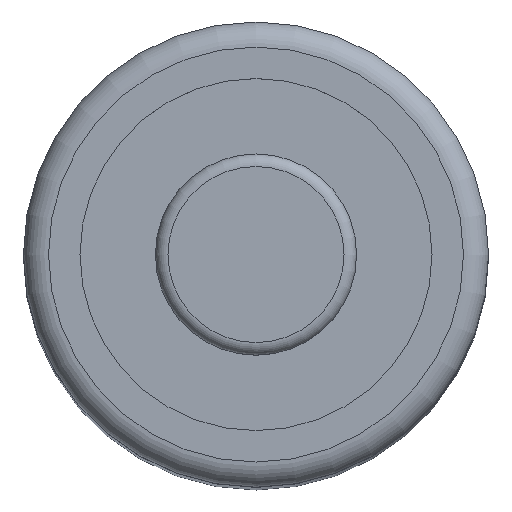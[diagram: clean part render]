
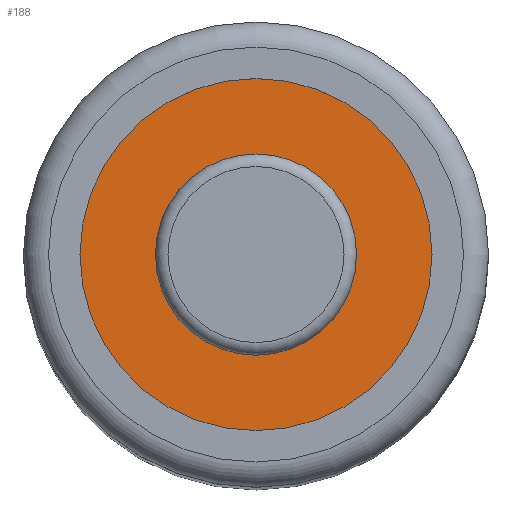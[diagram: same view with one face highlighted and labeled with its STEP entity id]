
A CAD part, top view. The second image highlights one B-rep face of the part: STEP entity #188.
In plain terms, the highlighted planar face has unit normal (0, 0, 1).
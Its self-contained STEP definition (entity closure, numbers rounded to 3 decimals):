
#28=FACE_BOUND('',#72,.T.);
#31=PLANE('',#244);
#56=FACE_OUTER_BOUND('',#71,.T.);
#71=EDGE_LOOP('',(#166));
#72=EDGE_LOOP('',(#167));
#90=CIRCLE('',#241,4.);
#91=CIRCLE('',#243,7.);
#105=VERTEX_POINT('',#368);
#106=VERTEX_POINT('',#372);
#125=EDGE_CURVE('',#105,#105,#90,.T.);
#127=EDGE_CURVE('',#106,#106,#91,.T.);
#166=ORIENTED_EDGE('',*,*,#127,.F.);
#167=ORIENTED_EDGE('',*,*,#125,.F.);
#188=ADVANCED_FACE('',(#56,#28),#31,.T.);
#241=AXIS2_PLACEMENT_3D('',#370,#304,#305);
#243=AXIS2_PLACEMENT_3D('',#374,#309,#310);
#244=AXIS2_PLACEMENT_3D('',#375,#311,#312);
#304=DIRECTION('center_axis',(0.,0.,1.));
#305=DIRECTION('ref_axis',(-1.,0.,0.));
#309=DIRECTION('center_axis',(0.,0.,-1.));
#310=DIRECTION('ref_axis',(-1.,0.,0.));
#311=DIRECTION('center_axis',(0.,0.,1.));
#312=DIRECTION('ref_axis',(-1.,0.,0.));
#368=CARTESIAN_POINT('',(4.,0.,64.5));
#370=CARTESIAN_POINT('Origin',(0.,0.,64.5));
#372=CARTESIAN_POINT('',(7.,0.,64.5));
#374=CARTESIAN_POINT('Origin',(0.,0.,64.5));
#375=CARTESIAN_POINT('Origin',(0.,0.,64.5));
